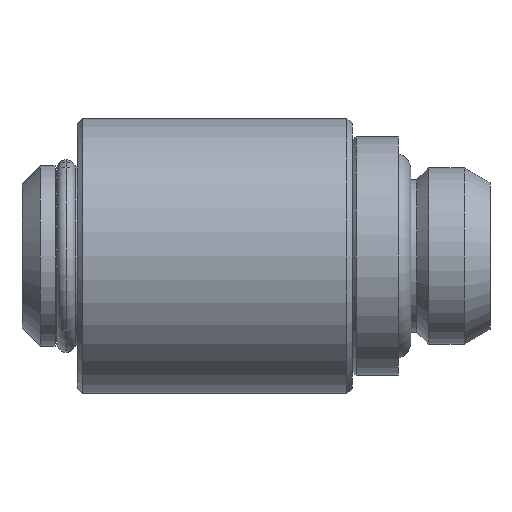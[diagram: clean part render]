
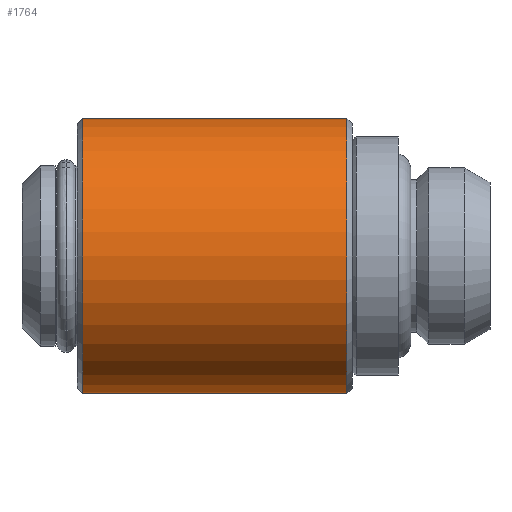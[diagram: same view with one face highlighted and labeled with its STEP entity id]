
A CAD part, left-side view. The second image highlights one B-rep face of the part: STEP entity #1764.
In plain terms, the highlighted cylindrical face has radius 7.5 mm (diameter 15 mm), a partial arc.
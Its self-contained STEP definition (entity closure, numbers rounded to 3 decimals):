
#165 = DIRECTION ( 'NONE',  ( 0., 0., -1. ) ) ;
#166 = DIRECTION ( 'NONE',  ( 0., -1., 0. ) ) ;
#167 = CARTESIAN_POINT ( 'NONE',  ( 0., 7.2, 0. ) ) ;
#196 = AXIS2_PLACEMENT_3D ( 'NONE', #167, #166, #165 ) ;
#208 = CIRCLE ( 'NONE', #196, 7.5 ) ;
#733 = DIRECTION ( 'NONE',  ( 0., 0., -1. ) ) ;
#734 = DIRECTION ( 'NONE',  ( 0., -1., 0. ) ) ;
#735 = CARTESIAN_POINT ( 'NONE',  ( 0., -7.2, 0. ) ) ;
#736 = AXIS2_PLACEMENT_3D ( 'NONE', #735, #734, #733 ) ;
#737 = CIRCLE ( 'NONE', #736, 7.5 ) ;
#801 = CYLINDRICAL_SURFACE ( 'NONE', #862, 7.5 ) ;
#802 = FACE_OUTER_BOUND ( 'NONE', #1722, .T. ) ;
#849 = DIRECTION ( 'NONE',  ( 0., 0., -1. ) ) ;
#860 = DIRECTION ( 'NONE',  ( 0., -1., 0. ) ) ;
#861 = CARTESIAN_POINT ( 'NONE',  ( 0., -9.881, 0. ) ) ;
#862 = AXIS2_PLACEMENT_3D ( 'NONE', #861, #860, #849 ) ;
#1254 = VERTEX_POINT ( 'NONE', #2197 ) ;
#1272 = VERTEX_POINT ( 'NONE', #2297 ) ;
#1288 = EDGE_CURVE ( 'NONE', #1254, #1289, #2292, .T. ) ;
#1289 = VERTEX_POINT ( 'NONE', #2392 ) ;
#1304 = EDGE_CURVE ( 'NONE', #1315, #1272, #2272, .T. ) ;
#1315 = VERTEX_POINT ( 'NONE', #2308 ) ;
#1694 = ORIENTED_EDGE ( 'NONE', *, *, #1739, .T. ) ;
#1708 = EDGE_CURVE ( 'NONE', #1289, #1272, #737, .T. ) ;
#1711 = ORIENTED_EDGE ( 'NONE', *, *, #1304, .T. ) ;
#1722 = EDGE_LOOP ( 'NONE', ( #1783, #1694, #1711, #1725 ) ) ;
#1725 = ORIENTED_EDGE ( 'NONE', *, *, #1708, .F. ) ;
#1739 = EDGE_CURVE ( 'NONE', #1254, #1315, #208, .T. ) ;
#1764 = ADVANCED_FACE ( 'NONE', ( #802 ), #801, .T. ) ;
#1783 = ORIENTED_EDGE ( 'NONE', *, *, #1288, .F. ) ;
#2197 = CARTESIAN_POINT ( 'NONE',  ( 0., 7.2, 7.5 ) ) ;
#2269 = DIRECTION ( 'NONE',  ( 0., -1., 0. ) ) ;
#2270 = VECTOR ( 'NONE', #2269, 1000. ) ;
#2271 = CARTESIAN_POINT ( 'NONE',  ( 0., -9.881, -7.5 ) ) ;
#2272 = LINE ( 'NONE', #2271, #2270 ) ;
#2290 = VECTOR ( 'NONE', #2393, 1000. ) ;
#2291 = CARTESIAN_POINT ( 'NONE',  ( 0., -9.881, 7.5 ) ) ;
#2292 = LINE ( 'NONE', #2291, #2290 ) ;
#2297 = CARTESIAN_POINT ( 'NONE',  ( 0., -7.2, -7.5 ) ) ;
#2308 = CARTESIAN_POINT ( 'NONE',  ( 0., 7.2, -7.5 ) ) ;
#2392 = CARTESIAN_POINT ( 'NONE',  ( 0., -7.2, 7.5 ) ) ;
#2393 = DIRECTION ( 'NONE',  ( 0., -1., 0. ) ) ;
